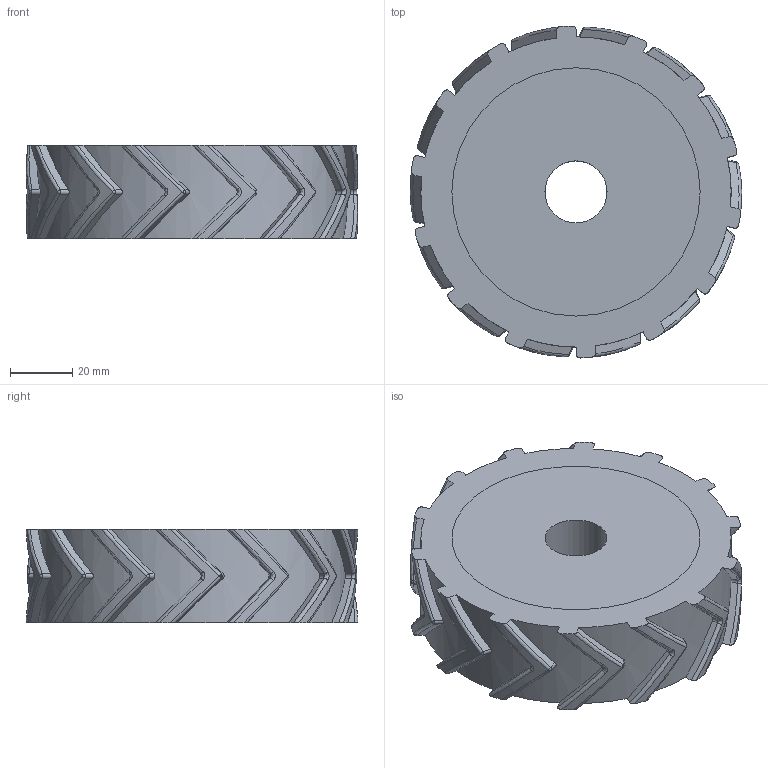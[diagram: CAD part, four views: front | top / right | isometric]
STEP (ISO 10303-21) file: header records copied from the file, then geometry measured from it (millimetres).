
FILE_DESCRIPTION(/* description */ ('','CAx-IF Rec.Pracs.---Representation and Presentation of Product Manufacturing Information (PMI)---4.0---2014-10-13'),/* implementation_level */ '2;1');
FILE_NAME(/* name */ 'Llanta v1.step',/* time_stamp */ '2025-02-12T11:15:11-05:00',/* author */ (''),/* organization */ (''),/* preprocessor_version */ 'ST-DEVELOPER v20',/* originating_system */ 'Autodesk Translation Framework v13.20.0.188',/* authorisation */ '');
FILE_SCHEMA (('AP242_MANAGED_MODEL_BASED_3D_ENGINEERING_MIM_LF { 1 0 10303 442 1 1 4 }'));
Length unit declared in the file: millimetre
Products named in the file (1): Llanta
Bounding box: 106.81 x 106.96 x 30 mm (x, y, z)
Volume: 235298.5 mm3; surface area: 45696.5 mm2
Topology: 2 solids, 2 shells, 203 faces, 527 edges, 328 vertices
Faces by surface type: bspline 70, plane 60, cylinder 59, sphere 14
Full cylindrical faces by diameter (mm): 20 x1, 80 x2
Entity records: 8651 total; most frequent: CARTESIAN_POINT 3809, ORIENTED_EDGE 1054, DIRECTION 983, EDGE_CURVE 527, AXIS2_PLACEMENT_3D 434, VERTEX_POINT 328, EDGE_LOOP 207, FACE_OUTER_BOUND 203
